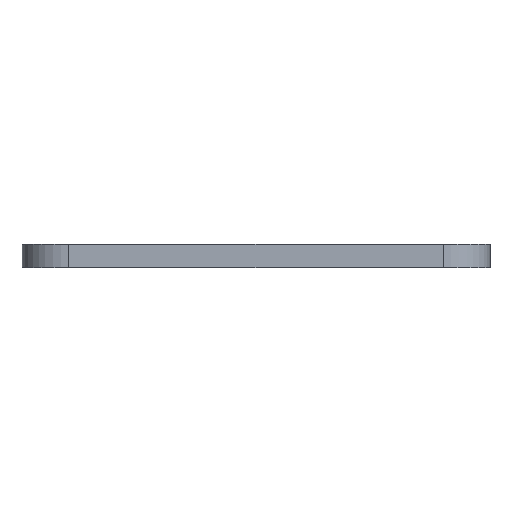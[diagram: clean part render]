
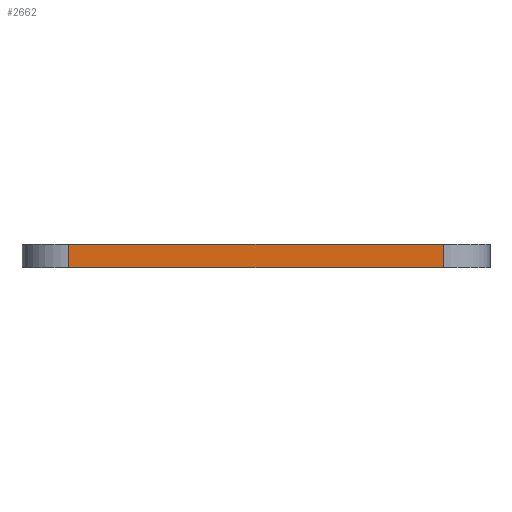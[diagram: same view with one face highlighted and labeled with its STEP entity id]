
A CAD part, front view. The second image highlights one B-rep face of the part: STEP entity #2662.
In plain terms, the highlighted planar face has unit normal (0, -1, 0).
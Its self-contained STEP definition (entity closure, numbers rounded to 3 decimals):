
#214=PLANE('',#2748);
#353=FACE_OUTER_BOUND('',#504,.T.);
#504=EDGE_LOOP('',(#2419,#2420,#2421,#2422));
#548=LINE('',#3962,#783);
#738=LINE('',#5034,#973);
#739=LINE('',#5037,#974);
#740=LINE('',#5038,#975);
#783=VECTOR('',#2805,10.);
#973=VECTOR('',#3115,10.);
#974=VECTOR('',#3118,10.);
#975=VECTOR('',#3119,10.);
#1125=VERTEX_POINT('',#3959);
#1126=VERTEX_POINT('',#3961);
#1308=VERTEX_POINT('',#5032);
#1309=VERTEX_POINT('',#5036);
#1422=EDGE_CURVE('',#1126,#1125,#548,.T.);
#1695=EDGE_CURVE('',#1125,#1308,#738,.T.);
#1696=EDGE_CURVE('',#1309,#1308,#739,.T.);
#1697=EDGE_CURVE('',#1126,#1309,#740,.T.);
#2419=ORIENTED_EDGE('',*,*,#1422,.T.);
#2420=ORIENTED_EDGE('',*,*,#1695,.T.);
#2421=ORIENTED_EDGE('',*,*,#1696,.F.);
#2422=ORIENTED_EDGE('',*,*,#1697,.F.);
#2662=ADVANCED_FACE('',(#353),#214,.T.);
#2748=AXIS2_PLACEMENT_3D('',#5035,#3116,#3117);
#2805=DIRECTION('',(-1.,0.,0.));
#3115=DIRECTION('',(0.,0.,-1.));
#3116=DIRECTION('center_axis',(0.,-1.,0.));
#3117=DIRECTION('ref_axis',(-1.,0.,0.));
#3118=DIRECTION('',(-1.,0.,0.));
#3119=DIRECTION('',(0.,0.,-1.));
#3959=CARTESIAN_POINT('',(92.,-201.,0.));
#3961=CARTESIAN_POINT('',(108.,-201.,0.));
#3962=CARTESIAN_POINT('',(108.,-201.,0.));
#5032=CARTESIAN_POINT('',(92.,-201.,-1.));
#5034=CARTESIAN_POINT('',(92.,-201.,0.));
#5035=CARTESIAN_POINT('Origin',(108.,-201.,0.));
#5036=CARTESIAN_POINT('',(108.,-201.,-1.));
#5037=CARTESIAN_POINT('',(108.,-201.,-1.));
#5038=CARTESIAN_POINT('',(108.,-201.,0.));
